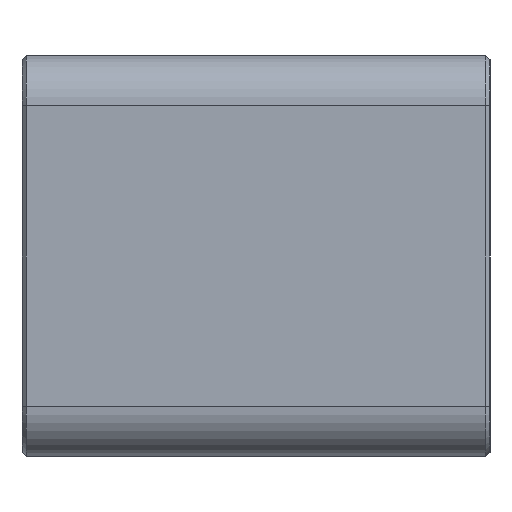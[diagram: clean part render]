
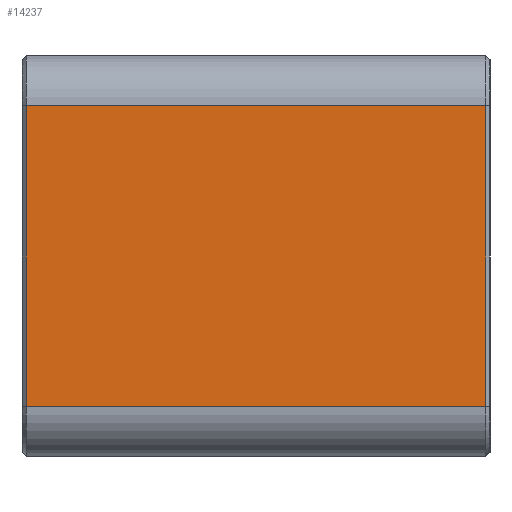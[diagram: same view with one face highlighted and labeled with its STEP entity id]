
A CAD part, left-side view. The second image highlights one B-rep face of the part: STEP entity #14237.
In plain terms, the highlighted planar face has unit normal (-1, 0, 0).
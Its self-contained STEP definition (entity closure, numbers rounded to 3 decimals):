
#2056=FACE_OUTER_BOUND('',#2931,.T.);
#2931=EDGE_LOOP('',(#12669,#12670,#12671,#12672));
#3155=LINE('',#19078,#4427);
#4206=LINE('',#25865,#5478);
#4210=LINE('',#25876,#5482);
#4211=LINE('',#25877,#5483);
#4427=VECTOR('',#15665,10.);
#5478=VECTOR('',#18278,10.);
#5482=VECTOR('',#18292,10.);
#5483=VECTOR('',#18293,10.);
#5714=VERTEX_POINT('',#19074);
#5716=VERTEX_POINT('',#19077);
#6859=VERTEX_POINT('',#25863);
#6861=VERTEX_POINT('',#25875);
#7077=EDGE_CURVE('',#5714,#5716,#3155,.T.);
#8837=EDGE_CURVE('',#6859,#5714,#4206,.T.);
#8843=EDGE_CURVE('',#6861,#6859,#4210,.T.);
#8844=EDGE_CURVE('',#5716,#6861,#4211,.T.);
#12669=ORIENTED_EDGE('',*,*,#8837,.F.);
#12670=ORIENTED_EDGE('',*,*,#8843,.F.);
#12671=ORIENTED_EDGE('',*,*,#8844,.F.);
#12672=ORIENTED_EDGE('',*,*,#7077,.F.);
#13519=PLANE('',#15230);
#14237=ADVANCED_FACE('',(#2056),#13519,.T.);
#15230=AXIS2_PLACEMENT_3D('',#25874,#18290,#18291);
#15665=DIRECTION('',(0.,1.,0.));
#18278=DIRECTION('',(0.,0.,-1.));
#18290=DIRECTION('center_axis',(-1.,0.,0.));
#18291=DIRECTION('ref_axis',(0.,0.,
1.));
#18292=DIRECTION('',(0.,-1.,0.));
#18293=DIRECTION('',(0.,0.,1.));
#19074=CARTESIAN_POINT('',(-25.988,-53.5,-0.647));
#19077=CARTESIAN_POINT('',(-25.988,1.5,-0.647));
#19078=CARTESIAN_POINT('',(-25.988,-45.,-0.647));
#25863=CARTESIAN_POINT('',(-25.988,-53.5,35.327));
#25865=CARTESIAN_POINT('',(-25.988,-53.5,5.346));
#25874=CARTESIAN_POINT('Origin',(-25.988,-45.,-6.647));
#25875=CARTESIAN_POINT('',(-25.988,1.5,35.327));
#25876=CARTESIAN_POINT('',(-25.988,-45.,35.327));
#25877=CARTESIAN_POINT('',(-25.988,1.5,5.346));
